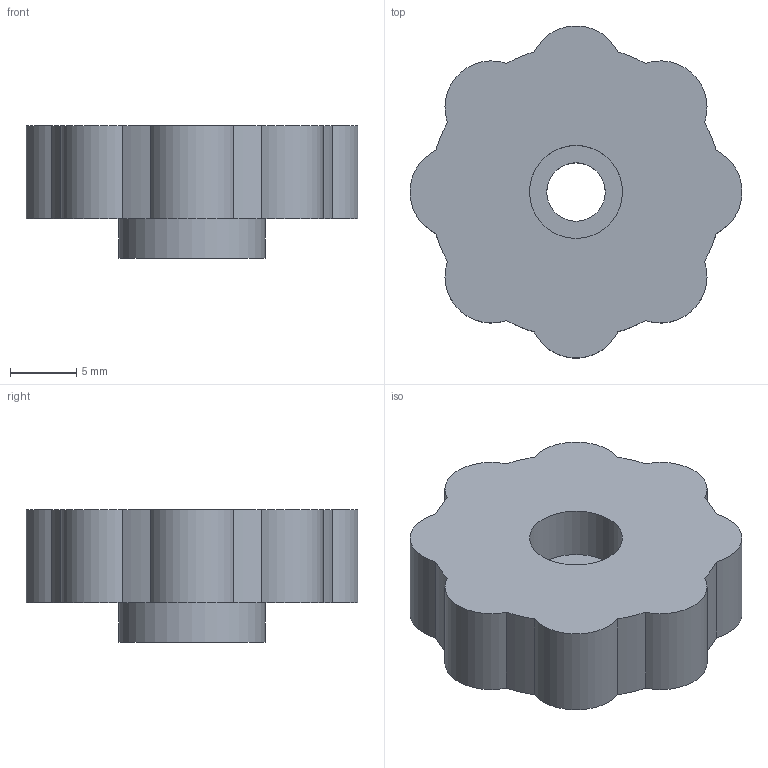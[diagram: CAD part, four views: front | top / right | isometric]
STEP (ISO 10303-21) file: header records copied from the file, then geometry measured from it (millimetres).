
FILE_DESCRIPTION(/* description */ (''),/* implementation_level */ '2;1');
FILE_NAME(/* name */ 'Bed Level Knob.step',/* time_stamp */ '2020-09-16T17:50:12-07:00',/* author */ (''),/* organization */ (''),/* preprocessor_version */ 'ST-DEVELOPER v18.1',/* originating_system */ 'Autodesk Translation Framework v9.3.0.1241',/* authorisation */ '');
FILE_SCHEMA (('AUTOMOTIVE_DESIGN { 1 0 10303 214 3 1 1 }'));
Length unit declared in the file: millimetre
Products named in the file (2): Bed Level Knob; Knob
Assembly tree (1 placements, depth 2):
  Bed Level Knob
    Knob
Bounding box: 24.97 x 24.97 x 10 mm (x, y, z)
Volume: 3086.3 mm3; surface area: 1678.4 mm2
Topology: 1 solids, 1 shells, 23 faces, 57 edges, 38 vertices
Faces by surface type: cylinder 19, plane 4
Full cylindrical faces by diameter (mm): 4.4 x1, 7 x1, 11 x1
Entity records: 766 total; most frequent: DIRECTION 147, CARTESIAN_POINT 121, ORIENTED_EDGE 114, AXIS2_PLACEMENT_3D 64, EDGE_CURVE 57, CIRCLE 38, VERTEX_POINT 38, EDGE_LOOP 27
